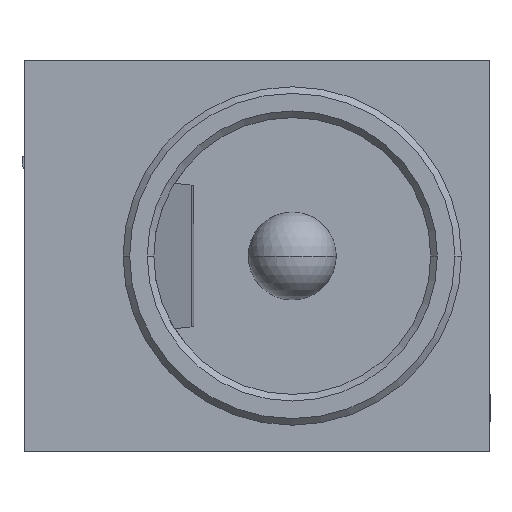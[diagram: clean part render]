
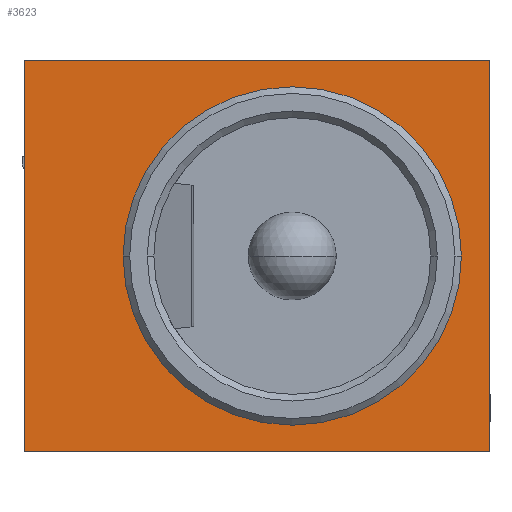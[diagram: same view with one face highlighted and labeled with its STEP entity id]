
A CAD part, left-side view. The second image highlights one B-rep face of the part: STEP entity #3623.
In plain terms, the highlighted planar face has unit normal (-1, 0, 0).
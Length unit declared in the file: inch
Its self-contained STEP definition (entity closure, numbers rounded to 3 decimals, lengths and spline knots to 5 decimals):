
#120 = CARTESIAN_POINT ( 'NONE',  ( 4.48015, -0.19827, 0.02756 ) ) ;
#125 = AXIS2_PLACEMENT_3D ( 'NONE', #4221, #6301, #4794 ) ;
#293 = FACE_BOUND ( 'NONE', #6261, .T. ) ;
#599 = DIRECTION ( 'NONE',  ( 0., -1., 0. ) ) ;
#638 = LINE ( 'NONE', #120, #3407 ) ;
#669 = EDGE_LOOP ( 'NONE', ( #4073, #4493, #5358, #3291 ) ) ;
#967 = AXIS2_PLACEMENT_3D ( 'NONE', #4201, #5824, #4707 ) ;
#1021 = CARTESIAN_POINT ( 'NONE',  ( 4.48015, 0.01039, -0.14764 ) ) ;
#1388 = DIRECTION ( 'NONE',  ( 0., 0., 1. ) ) ;
#1869 = CARTESIAN_POINT ( 'NONE',  ( 4.48015, -0.40693, -0.14764 ) ) ;
#1914 = VERTEX_POINT ( 'NONE', #4318 ) ;
#1928 = VERTEX_POINT ( 'NONE', #3247 ) ;
#2028 = DIRECTION ( 'NONE',  ( 0., -1., 0. ) ) ;
#2178 = DIRECTION ( 'NONE',  ( 0., 1., 0. ) ) ;
#2284 = CARTESIAN_POINT ( 'NONE',  ( 4.48015, -0.07819, -0.14764 ) ) ;
#2339 = LINE ( 'NONE', #1869, #5176 ) ;
#2529 = LINE ( 'NONE', #1021, #5549 ) ;
#2531 = CIRCLE ( 'NONE', #6315, 0.15157 ) ;
#2723 = VERTEX_POINT ( 'NONE', #5140 ) ;
#2725 = PLANE ( 'NONE',  #967 ) ;
#2765 = EDGE_CURVE ( 'NONE', #6323, #1914, #638, .T. ) ;
#2925 = CIRCLE ( 'NONE', #125, 0.15157 ) ;
#3024 = ORIENTED_EDGE ( 'NONE', *, *, #5108, .T. ) ;
#3152 = LINE ( 'NONE', #5198, #4776 ) ;
#3167 = FACE_OUTER_BOUND ( 'NONE', #669, .T. ) ;
#3247 = CARTESIAN_POINT ( 'NONE',  ( 4.48015, -0.40693, -0.32283 ) ) ;
#3287 = VERTEX_POINT ( 'NONE', #6151 ) ;
#3291 = ORIENTED_EDGE ( 'NONE', *, *, #5230, .T. ) ;
#3407 = VECTOR ( 'NONE', #2178, 39.37008 ) ;
#3483 = CARTESIAN_POINT ( 'NONE',  ( 4.48015, -0.40693, 0.02756 ) ) ;
#3623 = ADVANCED_FACE ( 'NONE', ( #293, #3167 ), #2725, .T. ) ;
#3690 = ORIENTED_EDGE ( 'NONE', *, *, #4580, .T. ) ;
#3962 = EDGE_CURVE ( 'NONE', #2723, #1928, #3152, .T. ) ;
#4073 = ORIENTED_EDGE ( 'NONE', *, *, #2765, .T. ) ;
#4074 = DIRECTION ( 'NONE',  ( 1., 0., 0. ) ) ;
#4201 = CARTESIAN_POINT ( 'NONE',  ( 4.48015, -0.41528, -0.32984 ) ) ;
#4221 = CARTESIAN_POINT ( 'NONE',  ( 4.48015, -0.22977, -0.14764 ) ) ;
#4318 = CARTESIAN_POINT ( 'NONE',  ( 4.48015, 0.01039, 0.02756 ) ) ;
#4482 = CARTESIAN_POINT ( 'NONE',  ( 4.48015, -0.22977, -0.14764 ) ) ;
#4493 = ORIENTED_EDGE ( 'NONE', *, *, #4668, .T. ) ;
#4580 = EDGE_CURVE ( 'NONE', #6268, #3287, #2531, .T. ) ;
#4668 = EDGE_CURVE ( 'NONE', #1914, #2723, #2529, .T. ) ;
#4707 = DIRECTION ( 'NONE',  ( 0., 0., 1. ) ) ;
#4776 = VECTOR ( 'NONE', #599, 39.37008 ) ;
#4794 = DIRECTION ( 'NONE',  ( 0., -1., 0. ) ) ;
#5108 = EDGE_CURVE ( 'NONE', #3287, #6268, #2925, .T. ) ;
#5140 = CARTESIAN_POINT ( 'NONE',  ( 4.48015, 0.01039, -0.32283 ) ) ;
#5176 = VECTOR ( 'NONE', #1388, 39.37008 ) ;
#5198 = CARTESIAN_POINT ( 'NONE',  ( 4.48015, -0.19827, -0.32283 ) ) ;
#5230 = EDGE_CURVE ( 'NONE', #1928, #6323, #2339, .T. ) ;
#5358 = ORIENTED_EDGE ( 'NONE', *, *, #3962, .T. ) ;
#5549 = VECTOR ( 'NONE', #6009, 39.37008 ) ;
#5824 = DIRECTION ( 'NONE',  ( -1., 0., 0. ) ) ;
#6009 = DIRECTION ( 'NONE',  ( 0., 0., -1. ) ) ;
#6151 = CARTESIAN_POINT ( 'NONE',  ( 4.48015, -0.38134, -0.14764 ) ) ;
#6261 = EDGE_LOOP ( 'NONE', ( #3024, #3690 ) ) ;
#6268 = VERTEX_POINT ( 'NONE', #2284 ) ;
#6301 = DIRECTION ( 'NONE',  ( 1., 0., 0. ) ) ;
#6315 = AXIS2_PLACEMENT_3D ( 'NONE', #4482, #4074, #2028 ) ;
#6323 = VERTEX_POINT ( 'NONE', #3483 ) ;
